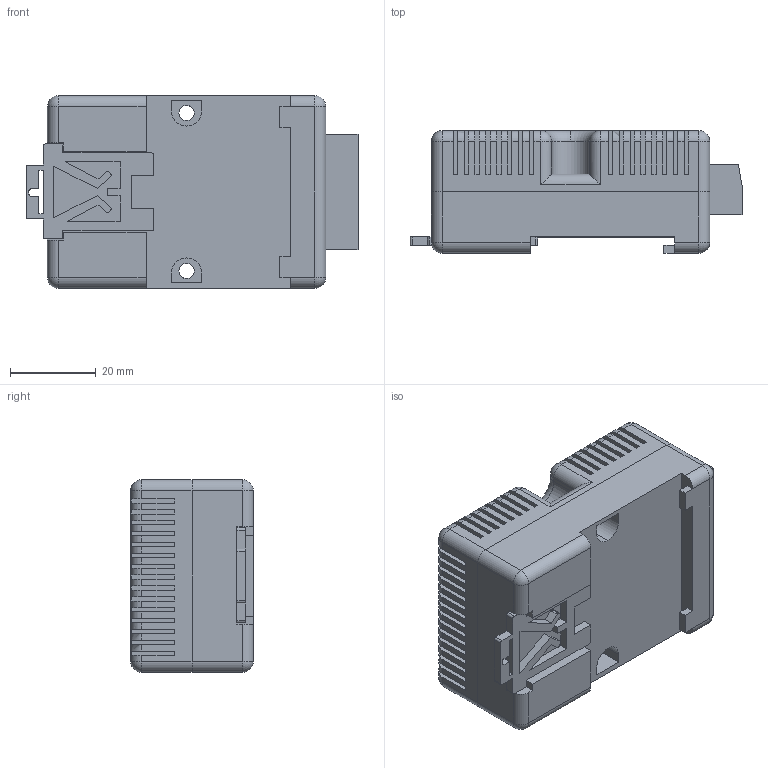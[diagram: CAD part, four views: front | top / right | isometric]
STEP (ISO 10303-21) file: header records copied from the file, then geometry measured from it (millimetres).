
FILE_DESCRIPTION (( 'STEP AP214' ), '1' );
FILE_NAME ('SRAQ-G201_3D.STEP', '2022-04-20T22:03:18', ( '' ), ( '' ), 'SwSTEP 2.0', 'SolidWorks 2021', '' );
FILE_SCHEMA (( 'AUTOMOTIVE_DESIGN' ));
Length unit declared in the file: inch
Products named in the file (1): SRAQ-G201_3D
Bounding box: 77.56 x 28.6 x 45 mm (x, y, z)
Volume: 56360.2 mm3; surface area: 29557.8 mm2
Topology: 3 solids, 3 shells, 774 faces, 2239 edges, 1464 vertices
Faces by surface type: plane 669, cylinder 84, sphere 18, torus 3
Entity records: 27158 total; most frequent: CARTESIAN_POINT 4480, ORIENTED_EDGE 4430, DIRECTION 4092, EDGE_CURVE 2215, VECTOR 1872, LINE 1872, VERTEX_POINT 1458, AXIS2_PLACEMENT_3D 1110
